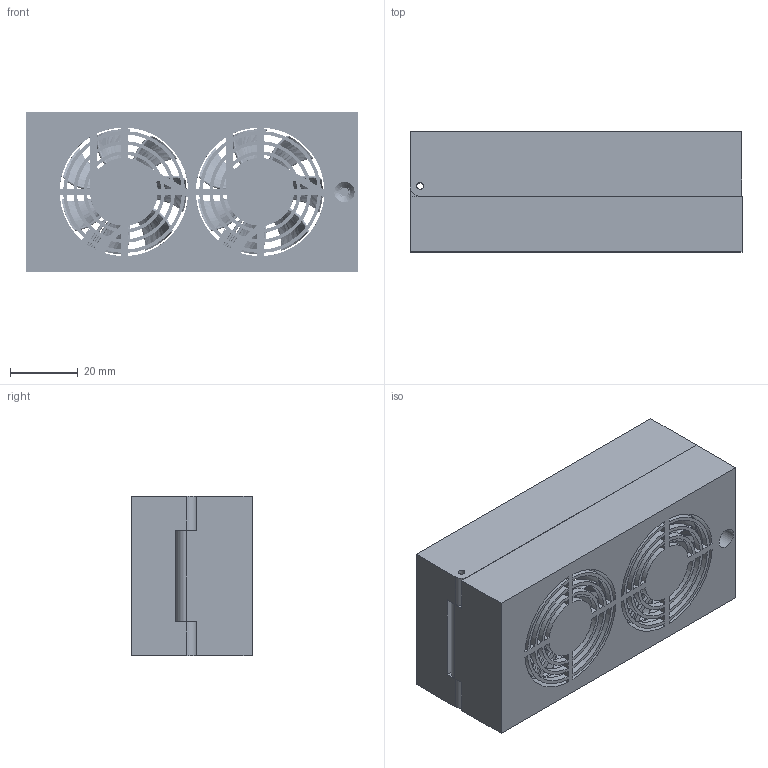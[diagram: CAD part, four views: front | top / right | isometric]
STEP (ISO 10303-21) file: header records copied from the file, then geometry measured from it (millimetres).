
FILE_DESCRIPTION(/* description */ (''),/* implementation_level */ '2;1');
FILE_NAME(/* name */ 'HEPA_Filter.step',/* time_stamp */ '2020-11-16T21:44:47+01:00',/* author */ (''),/* organization */ (''),/* preprocessor_version */ 'ST-DEVELOPER v18.1',/* originating_system */ 'Autodesk Translation Framework v9.3.0.1241',/* authorisation */ '');
FILE_SCHEMA (('AUTOMOTIVE_DESIGN { 1 0 10303 214 3 1 1 }'));
Products named in the file (37): HEPA_Filter; Fan mounting; Fan Mounting_1; Inserts; Insert M3x4mm; Komponente8; Insert M3x4mm (1); Komponente10; Insert M3x4mm (2); Komponente14; Insert M3x4mm (3); Komponente16; Insert M3x4mm (4); Komponente18; Insert M3x4mm (5); Komponente20; Insert M3x4mm (6); Komponente22; Insert M3x4mm (7); Komponente24; Fan´s; 40mm DC Fan; 40mm DC Fan (1); Filter Cage; Insert M3x4mm 1 (2); Insert M3x4mm 2; Insert M3x4mm 3; Insert M3x4mm 4; Insert M3x4mm 5; Insert M3x4mm 6; Insert M3x4mm 7; Insert M3x4mm 8; Insert M3x4mm 9; Insert M3x4mm 10; Insert M3x4mm 11; Insert M3x4mm 12; Insert M3x4mm 13
Assembly tree (36 placements, depth 5):
  HEPA_Filter
    Fan mounting
      Fan Mounting_1
      Inserts
        Insert M3x4mm
          Komponente8
        Insert M3x4mm (1)
          Komponente10
        Insert M3x4mm (2)
          Komponente14
        Insert M3x4mm (3)
          Komponente16
        Insert M3x4mm (4)
          Komponente18
        Insert M3x4mm (5)
          Komponente20
        Insert M3x4mm (6)
          Komponente22
        Insert M3x4mm (7)
          Komponente24
      Fan´s
        40mm DC Fan
        40mm DC Fan (1)
    Filter Cage
    Insert M3x4mm 1 (2)
    Insert M3x4mm 2
    Insert M3x4mm 3
    Insert M3x4mm 4
    Insert M3x4mm 5
    Insert M3x4mm 6
    Insert M3x4mm 7
    Insert M3x4mm 8
    Insert M3x4mm 9
    Insert M3x4mm 10
    Insert M3x4mm 11
    Insert M3x4mm 12
    Insert M3x4mm 13
Bounding box: 98 x 35.5 x 47 mm (x, y, z)
Volume: 67279.3 mm3; surface area: 50052.7 mm2
Topology: 25 solids, 25 shells, 3972 faces, 11663 edges, 7750 vertices
Faces by surface type: bspline 1918, cylinder 1050, plane 729, cone 269, torus 6
Full cylindrical faces by diameter (mm): 0.6 x4, 1 x4, 2 x3, 2.529 x81, 3.086 x55, 3.2 x1, 3.45 x8, 3.6 x21, 4.5 x13, 6 x1, 18.8 x2, 19.2 x2, 20 x2, 38 x4
Entity records: 205762 total; most frequent: CARTESIAN_POINT 114314, ORIENTED_EDGE 23326, DIRECTION 12449, EDGE_CURVE 11663, VERTEX_POINT 7750, B_SPLINE_CURVE_WITH_KNOTS 6348, AXIS2_PLACEMENT_3D 5007, EDGE_LOOP 4143
